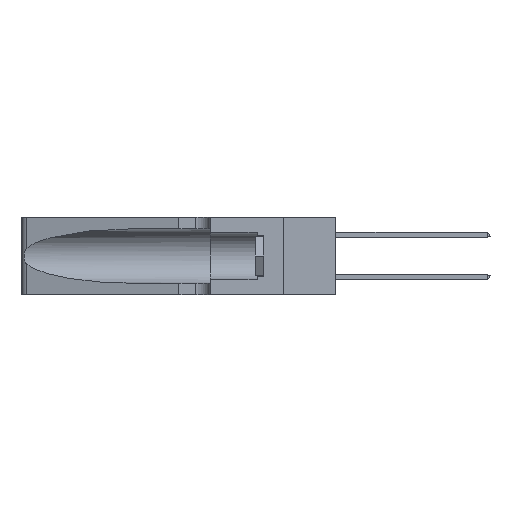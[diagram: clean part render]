
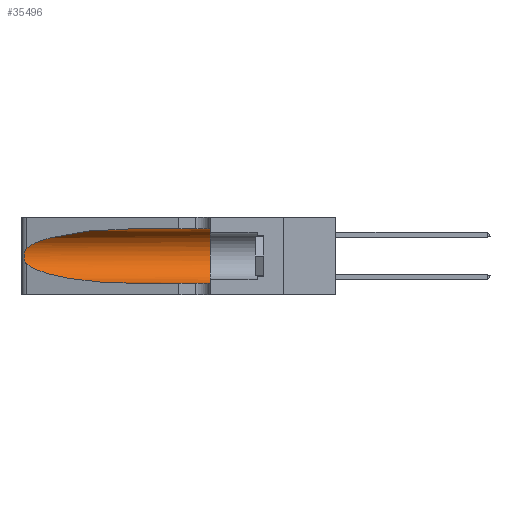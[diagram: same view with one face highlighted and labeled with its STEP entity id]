
A CAD part, left-side view. The second image highlights one B-rep face of the part: STEP entity #35496.
In plain terms, the highlighted cylindrical face has radius 3.308 mm (diameter 6.617 mm), a partial arc.
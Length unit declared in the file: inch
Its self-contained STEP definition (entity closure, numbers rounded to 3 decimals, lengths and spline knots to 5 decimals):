
#314 = CARTESIAN_POINT ( 'NONE',  ( 0.25854, 1.2359, 0.20912 ) ) ;
#1627 = VERTEX_POINT ( 'NONE', #1805 ) ;
#1805 = CARTESIAN_POINT ( 'NONE',  ( 0.1305, 0.72297, 0.05475 ) ) ;
#1874 = AXIS2_PLACEMENT_3D ( 'NONE', #27121, #10205, #29927 ) ;
#2092 = ORIENTED_EDGE ( 'NONE', *, *, #15985, .F. ) ;
#2766 = EDGE_CURVE ( 'NONE', #8669, #1627, #29176, .T. ) ;
#3332 = CARTESIAN_POINT ( 'NONE',  ( 0.26075, 1.23896, 0.19203 ) ) ;
#3540 = ORIENTED_EDGE ( 'NONE', *, *, #10692, .T. ) ;
#5195 = CARTESIAN_POINT ( 'NONE',  ( 0.1305, 1.61858, 0.05475 ) ) ;
#5373 = EDGE_CURVE ( 'NONE', #7583, #33048, #28396, .T. ) ;
#5676 = CARTESIAN_POINT ( 'NONE',  ( 0.25487, 1.22718, 0.22369 ) ) ;
#6192 = CARTESIAN_POINT ( 'NONE',  ( 0.25555, 1.22994, 0.2215 ) ) ;
#6321 = CARTESIAN_POINT ( 'NONE',  ( 0.26017, 1.23833, 0.17102 ) ) ;
#6709 = B_SPLINE_CURVE_WITH_KNOTS ( 'NONE', 3,
 ( #31562, #6192, #34495, #17684, #314, #20530, #3332, #23366, #6321, #26188, #9232, #28992, #12093, #31813 ),
 .UNSPECIFIED., .F., .F.,
 ( 4, 2, 2, 2, 2, 2, 4 ),
 ( 0., 0.00027, 0.00053, 0.00107, 0.0016, 0.00187, 0.00214 ),
 .UNSPECIFIED. ) ;
#6758 = ORIENTED_EDGE ( 'NONE', *, *, #5373, .F. ) ;
#7583 = VERTEX_POINT ( 'NONE', #36903 ) ;
#8178 = CARTESIAN_POINT ( 'NONE',  ( 0.2373, 1.15595, 0.28018 ) ) ;
#8669 = VERTEX_POINT ( 'NONE', #19108 ) ;
#9232 = CARTESIAN_POINT ( 'NONE',  ( 0.25789, 1.23486, 0.15765 ) ) ;
#9468 = CARTESIAN_POINT ( 'NONE',  ( 0.25487, 1.22718, 0.14631 ) ) ;
#10205 = DIRECTION ( 'NONE',  ( 0., 1., 0. ) ) ;
#10665 = CARTESIAN_POINT ( 'NONE',  ( 0.1305, 0.35, 0.05475 ) ) ;
#10692 = EDGE_CURVE ( 'NONE', #13231, #22223, #32987, .T. ) ;
#10988 = CARTESIAN_POINT ( 'NONE',  ( 0.1305, 1.61858, 0.31525 ) ) ;
#11026 = CARTESIAN_POINT ( 'NONE',  ( 0.18966, 0.96281, 0.31525 ) ) ;
#12093 = CARTESIAN_POINT ( 'NONE',  ( 0.25555, 1.22993, 0.14849 ) ) ;
#12331 = CARTESIAN_POINT ( 'NONE',  ( 0.2373, 1.15595, 0.08982 ) ) ;
#12448 = LINE ( 'NONE', #10988, #19971 ) ;
#13231 = VERTEX_POINT ( 'NONE', #23244 ) ;
#13900 = CARTESIAN_POINT ( 'NONE',  ( 0.25487, 1.22718, 0.22369 ) ) ;
#14040 = EDGE_CURVE ( 'NONE', #1627, #33048, #31486, .T. ) ;
#14559 = ORIENTED_EDGE ( 'NONE', *, *, #2766, .T. ) ;
#15985 = EDGE_CURVE ( 'NONE', #13231, #7583, #12448, .T. ) ;
#16525 = VECTOR ( 'NONE', #25108, 39.37008 ) ;
#17303 = EDGE_CURVE ( 'NONE', #22223, #8669, #6709, .T. ) ;
#17684 = CARTESIAN_POINT ( 'NONE',  ( 0.25787, 1.23484, 0.2124 ) ) ;
#17759 = FACE_OUTER_BOUND ( 'NONE', #23447, .T. ) ;
#18050 = CARTESIAN_POINT ( 'NONE',  ( 0.1305, 0.72297, 0.05475 ) ) ;
#18204 = ORIENTED_EDGE ( 'NONE', *, *, #17303, .T. ) ;
#18409 = AXIS2_PLACEMENT_3D ( 'NONE', #26317, #23501, #31828 ) ;
#19108 = CARTESIAN_POINT ( 'NONE',  ( 0.25487, 1.22718, 0.14631 ) ) ;
#19971 = VECTOR ( 'NONE', #30720, 39.37008 ) ;
#20530 = CARTESIAN_POINT ( 'NONE',  ( 0.26018, 1.23835, 0.19895 ) ) ;
#22223 = VERTEX_POINT ( 'NONE', #5676 ) ;
#23244 = CARTESIAN_POINT ( 'NONE',  ( 0.1305, 0.72297, 0.31525 ) ) ;
#23366 = CARTESIAN_POINT ( 'NONE',  ( 0.26075, 1.23896, 0.178 ) ) ;
#23447 = EDGE_LOOP ( 'NONE', ( #3540, #18204, #14559, #23509, #6758, #2092 ) ) ;
#23501 = DIRECTION ( 'NONE',  ( 0., -1., 0. ) ) ;
#23509 = ORIENTED_EDGE ( 'NONE', *, *, #14040, .T. ) ;
#25108 = DIRECTION ( 'NONE',  ( 0., -1., 0. ) ) ;
#26188 = CARTESIAN_POINT ( 'NONE',  ( 0.25856, 1.23593, 0.16098 ) ) ;
#26317 = CARTESIAN_POINT ( 'NONE',  ( 0.1305, 1.61858, 0.185 ) ) ;
#27121 = CARTESIAN_POINT ( 'NONE',  ( 0.1305, 0.35, 0.185 ) ) ;
#28288 = CYLINDRICAL_SURFACE ( 'NONE', #18409, 0.13025 ) ;
#28396 = CIRCLE ( 'NONE', #1874, 0.13025 ) ;
#28992 = CARTESIAN_POINT ( 'NONE',  ( 0.25639, 1.23186, 0.15144 ) ) ;
#29176 =( BOUNDED_CURVE ( )  B_SPLINE_CURVE ( 3, ( #9468, #12331, #34847, #18050 ),
 .UNSPECIFIED., .F., .F. ) 
 B_SPLINE_CURVE_WITH_KNOTS ( ( 4, 4 ),
 ( 3.44316, 4.71239 ),
 .UNSPECIFIED. ) 
 CURVE ( )  GEOMETRIC_REPRESENTATION_ITEM ( )  RATIONAL_B_SPLINE_CURVE ( ( 1., 0.87, 0.87, 1. ) ) 
 REPRESENTATION_ITEM ( '' )  );
#29927 = DIRECTION ( 'NONE',  ( 0., 0., 1. ) ) ;
#30720 = DIRECTION ( 'NONE',  ( 0., -1., 0. ) ) ;
#30757 = CARTESIAN_POINT ( 'NONE',  ( 0.1305, 0.72297, 0.31525 ) ) ;
#31486 = LINE ( 'NONE', #5195, #16525 ) ;
#31562 = CARTESIAN_POINT ( 'NONE',  ( 0.25487, 1.22718, 0.22369 ) ) ;
#31813 = CARTESIAN_POINT ( 'NONE',  ( 0.25487, 1.22718, 0.14631 ) ) ;
#31828 = DIRECTION ( 'NONE',  ( 0., 0., -1. ) ) ;
#32987 =( BOUNDED_CURVE ( )  B_SPLINE_CURVE ( 3, ( #30757, #11026, #8178, #13900 ),
 .UNSPECIFIED., .F., .F. ) 
 B_SPLINE_CURVE_WITH_KNOTS ( ( 4, 4 ),
 ( 1.5708, 2.84003 ),
 .UNSPECIFIED. ) 
 CURVE ( )  GEOMETRIC_REPRESENTATION_ITEM ( )  RATIONAL_B_SPLINE_CURVE ( ( 1., 0.87, 0.87, 1. ) ) 
 REPRESENTATION_ITEM ( '' )  );
#33048 = VERTEX_POINT ( 'NONE', #10665 ) ;
#34495 = CARTESIAN_POINT ( 'NONE',  ( 0.25639, 1.23184, 0.21858 ) ) ;
#34847 = CARTESIAN_POINT ( 'NONE',  ( 0.18966, 0.96281, 0.05475 ) ) ;
#35496 = ADVANCED_FACE ( 'NONE', ( #17759 ), #28288, .F. ) ;
#36903 = CARTESIAN_POINT ( 'NONE',  ( 0.1305, 0.35, 0.31525 ) ) ;
